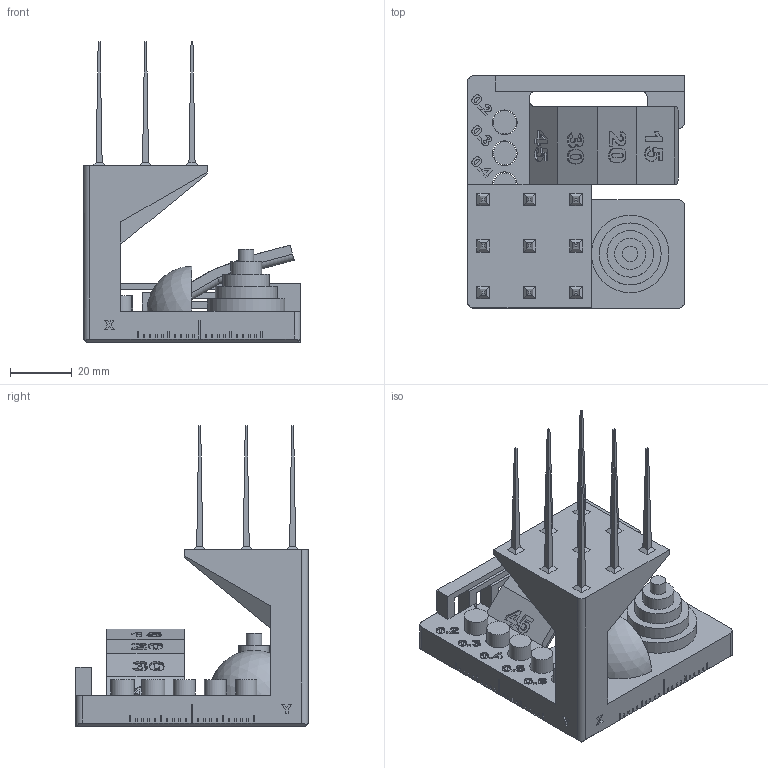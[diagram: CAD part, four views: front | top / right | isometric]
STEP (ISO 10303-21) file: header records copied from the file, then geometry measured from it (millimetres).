
FILE_DESCRIPTION(/* description */ (''),/* implementation_level */ '2;1');
FILE_NAME(/* name */ 'Printer Test Part v4.step',/* time_stamp */ '2019-08-08T22:04:20-07:00',/* author */ (''),/* organization */ (''),/* preprocessor_version */ 'ST-DEVELOPER v18',/* originating_system */ 'Autodesk Translation Framework v8.2.0.1029',/* authorisation */ '');
FILE_SCHEMA (('AUTOMOTIVE_DESIGN { 1 0 10303 214 3 1 1 }'));
Length unit declared in the file: millimetre
Products named in the file (1): Printer Test Part
Bounding box: 70 x 75 x 97 mm (x, y, z)
Volume: 54732.5 mm3; surface area: 31604.1 mm2
Topology: 6 solids, 6 shells, 922 faces, 2442 edges, 1577 vertices
Faces by surface type: plane 534, bspline 338, cylinder 38, cone 10, sphere 2
Full cylindrical faces by diameter (mm): 5 x1, 6.8 x1, 7 x1, 7.2 x1, 7.4 x1, 7.6 x1, 8 x5, 10 x1, 15 x1, 20 x1, 25 x1
Entity records: 31356 total; most frequent: CARTESIAN_POINT 10758, ORIENTED_EDGE 4884, DIRECTION 3031, EDGE_CURVE 2442, LINE 1673, VECTOR 1673, VERTEX_POINT 1577, EDGE_LOOP 987
